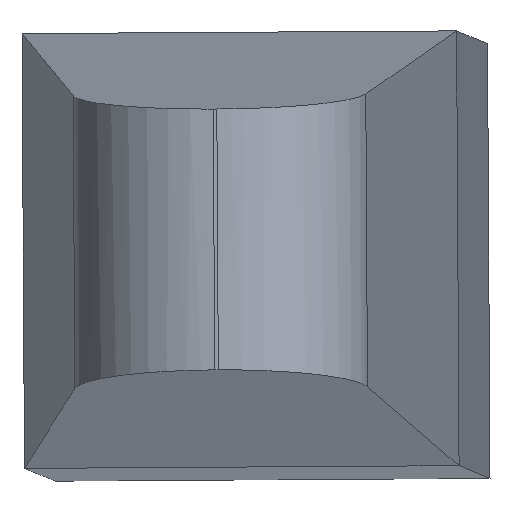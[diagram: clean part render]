
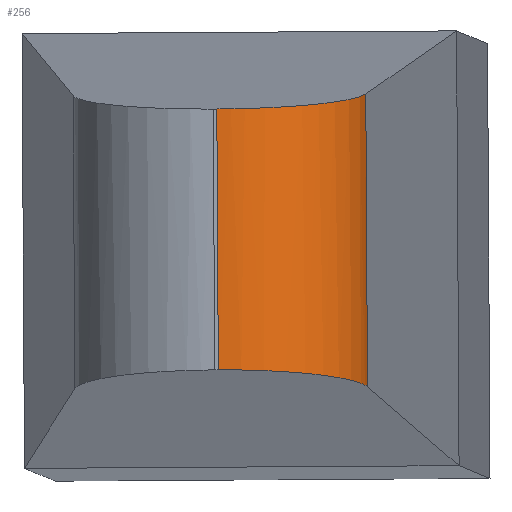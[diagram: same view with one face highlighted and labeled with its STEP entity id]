
A CAD part, left-side view. The second image highlights one B-rep face of the part: STEP entity #256.
In plain terms, the highlighted cylindrical face has radius 30 mm (diameter 60 mm), a partial arc.
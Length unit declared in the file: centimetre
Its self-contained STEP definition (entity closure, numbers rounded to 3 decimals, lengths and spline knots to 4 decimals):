
#36=FACE_OUTER_BOUND('',#52,.T.);
#52=EDGE_LOOP('',(#197,#198,#199,#200));
#73=LINE('',#398,#103);
#74=LINE('',#399,#104);
#103=VECTOR('',#321,1.);
#104=VECTOR('',#322,1.);
#127=ELLIPSE('',#277,3.0233,3.);
#128=ELLIPSE('',#279,3.0233,3.);
#135=VERTEX_POINT('',#387);
#136=VERTEX_POINT('',#389);
#138=VERTEX_POINT('',#395);
#139=VERTEX_POINT('',#396);
#157=EDGE_CURVE('',#136,#135,#127,.T.);
#160=EDGE_CURVE('',#138,#139,#128,.T.);
#161=EDGE_CURVE('',#139,#136,#73,.T.);
#162=EDGE_CURVE('',#135,#138,#74,.T.);
#197=ORIENTED_EDGE('',*,*,#160,.T.);
#198=ORIENTED_EDGE('',*,*,#161,.T.);
#199=ORIENTED_EDGE('',*,*,#157,.T.);
#200=ORIENTED_EDGE('',*,*,#162,.T.);
#252=CYLINDRICAL_SURFACE('',#278,3.);
#256=ADVANCED_FACE('',(#36),#252,.T.);
#277=AXIS2_PLACEMENT_3D('',#390,#313,#314);
#278=AXIS2_PLACEMENT_3D('',#394,#317,#318);
#279=AXIS2_PLACEMENT_3D('',#397,#319,#320);
#313=DIRECTION('center_axis',(0.109,-0.01,-0.994));
#314=DIRECTION('ref_axis',(-0.993,0.035,-0.11));
#317=DIRECTION('center_axis',(-0.015,-0.006,-1.));
#318=DIRECTION('ref_axis',(-0.773,-0.635,0.015));
#319=DIRECTION('center_axis',(0.139,0.001,0.99));
#320=DIRECTION('ref_axis',(-0.99,0.036,0.139));
#321=DIRECTION('',(0.015,0.006,1.));
#322=DIRECTION('',(-0.015,-0.006,-1.));
#387=CARTESIAN_POINT('',(-18.375,-4.0909,41.4305));
#389=CARTESIAN_POINT('',(-15.8498,-7.1574,41.7391));
#390=CARTESIAN_POINT('Origin',(-15.3716,-4.1955,41.7616));
#394=CARTESIAN_POINT('Origin',(-15.3838,-4.2002,40.9391));
#395=CARTESIAN_POINT('',(-18.4547,-4.1216,36.0604));
#396=CARTESIAN_POINT('',(-15.9393,-7.1918,35.7121));
#397=CARTESIAN_POINT('Origin',(-15.4625,-4.2305,35.6416));
#398=CARTESIAN_POINT('',(-15.8613,-7.1619,40.9631));
#399=CARTESIAN_POINT('',(-18.3816,-4.0935,40.983));
